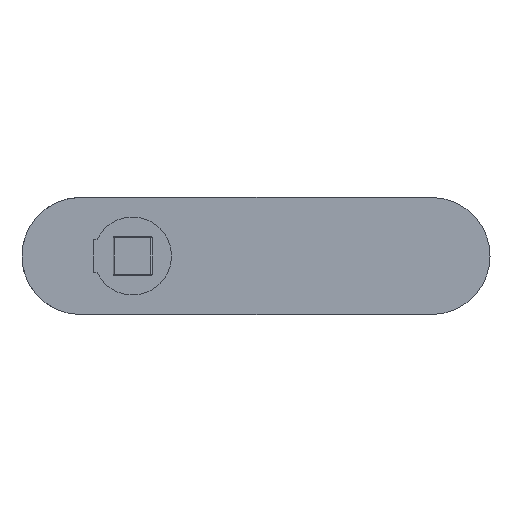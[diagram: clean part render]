
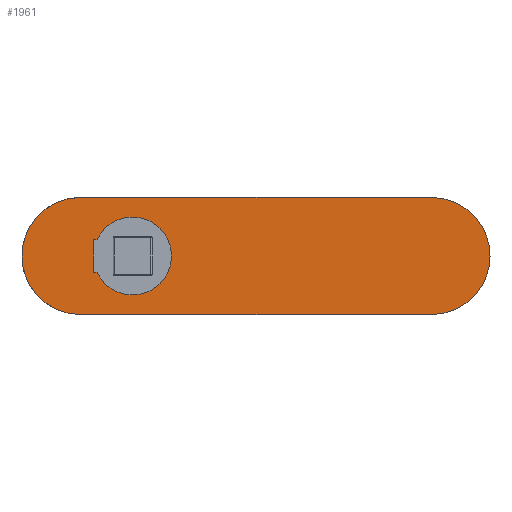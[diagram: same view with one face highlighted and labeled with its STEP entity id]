
A CAD part, front view. The second image highlights one B-rep face of the part: STEP entity #1961.
In plain terms, the highlighted planar face has unit normal (0, -1, 0).
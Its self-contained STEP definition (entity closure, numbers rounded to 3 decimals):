
#615=CARTESIAN_POINT('',(34.591,0.,18.361));
#616=DIRECTION('',(0.,-1.,0.));
#617=DIRECTION('',(0.,0.,-1.));
#618=AXIS2_PLACEMENT_3D('',#615,#616,#617);
#620=CARTESIAN_POINT('',(-19.409,0.,18.361));
#621=DIRECTION('',(0.,-1.,0.));
#622=DIRECTION('',(0.,0.,1.));
#623=AXIS2_PLACEMENT_3D('',#620,#621,#622);
#625=DIRECTION('',(-1.,0.,0.));
#626=VECTOR('',#625,54.);
#627=CARTESIAN_POINT('',(34.591,0.,27.361));
#628=LINE('',#627,#626);
#629=DIRECTION('',(1.,0.,0.));
#630=VECTOR('',#629,54.);
#631=CARTESIAN_POINT('',(-19.409,0.,9.361));
#632=LINE('',#631,#630);
#633=DIRECTION('',(-1.,0.,0.));
#634=VECTOR('',#633,0.546);
#635=CARTESIAN_POINT('',(-16.863,0.,20.861));
#636=LINE('',#635,#634);
#637=DIRECTION('',(1.,0.,0.));
#638=VECTOR('',#637,0.546);
#639=CARTESIAN_POINT('',(-17.409,0.,15.861));
#640=LINE('',#639,#638);
#774=CARTESIAN_POINT('',(-11.409,0.,18.361));
#775=DIRECTION('',(0.,1.,0.));
#776=DIRECTION('',(-0.909,0.,0.417));
#777=AXIS2_PLACEMENT_3D('',#774,#775,#776);
#801=DIRECTION('',(0.,0.,1.));
#802=VECTOR('',#801,5.);
#803=CARTESIAN_POINT('',(-17.409,0.,15.861));
#804=LINE('',#803,#802);
#1072=CARTESIAN_POINT('',(-19.409,0.,9.361));
#1073=CARTESIAN_POINT('',(34.591,0.,9.361));
#1074=VERTEX_POINT('',#1072);
#1075=VERTEX_POINT('',#1073);
#1076=CARTESIAN_POINT('',(34.591,0.,27.361));
#1077=CARTESIAN_POINT('',(-19.409,0.,27.361));
#1078=VERTEX_POINT('',#1076);
#1079=VERTEX_POINT('',#1077);
#1168=CARTESIAN_POINT('',(-16.863,0.,20.861));
#1169=CARTESIAN_POINT('',(-17.409,0.,20.861));
#1170=VERTEX_POINT('',#1168);
#1171=VERTEX_POINT('',#1169);
#1172=CARTESIAN_POINT('',(-17.409,0.,15.861));
#1173=CARTESIAN_POINT('',(-16.863,0.,15.861));
#1174=VERTEX_POINT('',#1172);
#1175=VERTEX_POINT('',#1173);
#1939=CARTESIAN_POINT('',(0.,0.,0.));
#1940=DIRECTION('',(0.,-1.,0.));
#1941=DIRECTION('',(1.,0.,0.));
#1942=AXIS2_PLACEMENT_3D('',#1939,#1940,#1941);
#1943=PLANE('',#1942);
#1944=ORIENTED_EDGE('',*,*,#1416,.F.);
#1946=ORIENTED_EDGE('',*,*,#1945,.F.);
#1947=ORIENTED_EDGE('',*,*,#1925,.F.);
#1948=ORIENTED_EDGE('',*,*,#1818,.F.);
#1949=EDGE_LOOP('',(#1944,#1946,#1947,#1948));
#1950=FACE_OUTER_BOUND('',#1949,.F.);
#1952=ORIENTED_EDGE('',*,*,#1951,.F.);
#1954=ORIENTED_EDGE('',*,*,#1953,.T.);
#1956=ORIENTED_EDGE('',*,*,#1955,.F.);
#1958=ORIENTED_EDGE('',*,*,#1957,.T.);
#1959=EDGE_LOOP('',(#1952,#1954,#1956,#1958));
#1960=FACE_BOUND('',#1959,.F.);
#619=CIRCLE('',#618,9.);
#624=CIRCLE('',#623,9.);
#778=CIRCLE('',#777,6.);
#1416=EDGE_CURVE('',#1079,#1074,#624,.T.);
#1818=EDGE_CURVE('',#1074,#1075,#632,.T.);
#1925=EDGE_CURVE('',#1075,#1078,#619,.T.);
#1945=EDGE_CURVE('',#1078,#1079,#628,.T.);
#1951=EDGE_CURVE('',#1170,#1175,#778,.T.);
#1953=EDGE_CURVE('',#1170,#1171,#636,.T.);
#1955=EDGE_CURVE('',#1174,#1171,#804,.T.);
#1957=EDGE_CURVE('',#1174,#1175,#640,.T.);
#1961=ADVANCED_FACE('',(#1950,#1960),#1943,.T.);
